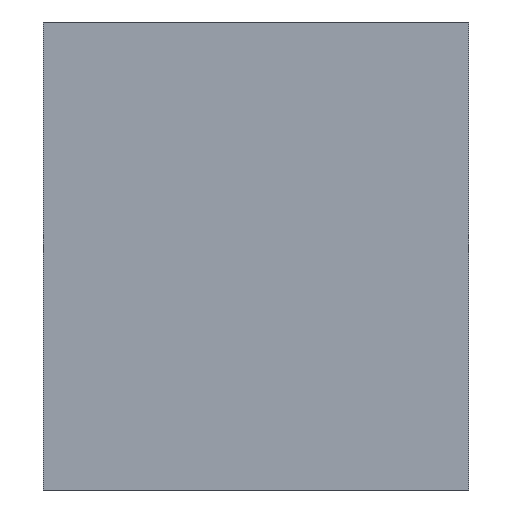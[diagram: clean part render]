
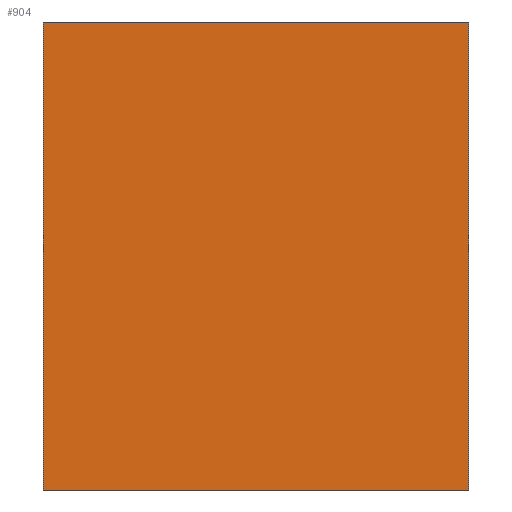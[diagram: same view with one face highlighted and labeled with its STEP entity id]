
A CAD part, left-side view. The second image highlights one B-rep face of the part: STEP entity #904.
In plain terms, the highlighted planar face has unit normal (-1, 0, 0).
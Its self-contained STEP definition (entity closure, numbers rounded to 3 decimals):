
#904=ADVANCED_FACE($,(#910),#905,.F.);
#905=PLANE($,#906);
#906=AXIS2_PLACEMENT_3D($,#907,#908,#909);
#907=CARTESIAN_POINT('Origin',(-0.495,0.254,0.0));
#908=DIRECTION('center_axis',(1.0,0.0,0.0));
#909=DIRECTION('ref_axis',(0.,0.,1.));
#910=FACE_OUTER_BOUND($,#911,.T.);
#911=EDGE_LOOP($,(#912,#922,#932,#942));
#912=ORIENTED_EDGE($,*,*,#913,.F.);
#913=EDGE_CURVE($,#914,#916,#918,.T.);
#914=VERTEX_POINT($,#915);
#915=CARTESIAN_POINT('',(-0.495,-0.254,0.0));
#916=VERTEX_POINT($,#917);
#917=CARTESIAN_POINT('',(-0.495,0.254,0.0));
#918=LINE($,#919,#920);
#919=CARTESIAN_POINT($,(-0.495,-0.254,0.0));
#920=VECTOR($,#921,0.508);
#921=DIRECTION($,(0.0,1.0,0.0));
#922=ORIENTED_EDGE($,*,*,#923,.F.);
#923=EDGE_CURVE($,#924,#926,#928,.T.);
#924=VERTEX_POINT($,#925);
#925=CARTESIAN_POINT('',(-0.495,-0.254,0.559));
#926=VERTEX_POINT($,#915);
#928=LINE($,#929,#930);
#929=CARTESIAN_POINT($,(-0.495,-0.254,0.559));
#930=VECTOR($,#931,0.559);
#931=DIRECTION($,(0.0,0.0,-1.0));
#932=ORIENTED_EDGE($,*,*,#933,.F.);
#933=EDGE_CURVE($,#934,#936,#938,.T.);
#934=VERTEX_POINT($,#935);
#935=CARTESIAN_POINT('',(-0.495,0.254,0.559));
#936=VERTEX_POINT($,#925);
#938=LINE($,#939,#940);
#939=CARTESIAN_POINT($,(-0.495,0.254,0.559));
#940=VECTOR($,#941,0.508);
#941=DIRECTION($,(0.0,-1.0,0.0));
#942=ORIENTED_EDGE($,*,*,#943,.F.);
#943=EDGE_CURVE($,#944,#946,#948,.T.);
#944=VERTEX_POINT($,#917);
#946=VERTEX_POINT($,#935);
#948=LINE($,#949,#950);
#949=CARTESIAN_POINT($,(-0.495,0.254,0.0));
#950=VECTOR($,#951,0.559);
#951=DIRECTION($,(0.0,0.0,1.0));
